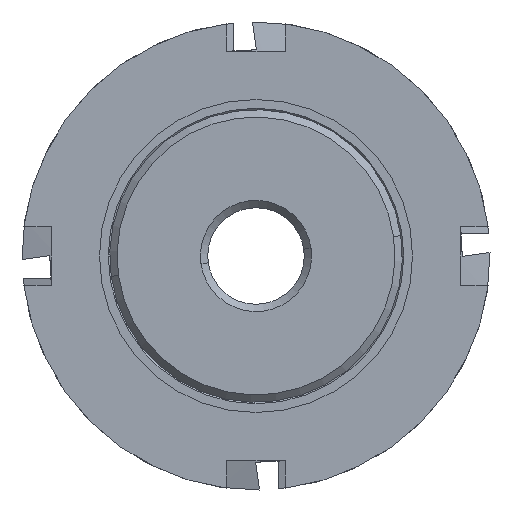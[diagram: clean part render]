
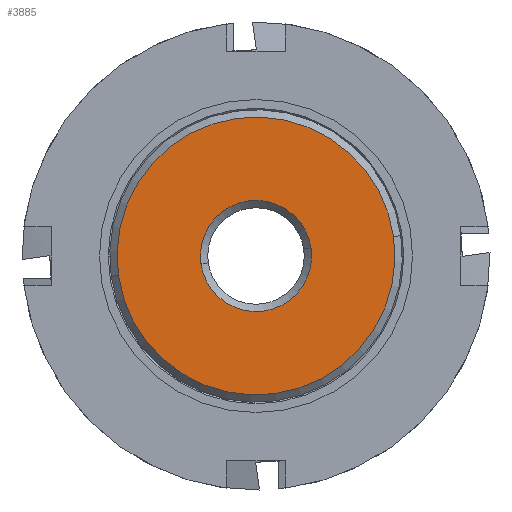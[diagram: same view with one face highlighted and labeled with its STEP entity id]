
A CAD part, front view. The second image highlights one B-rep face of the part: STEP entity #3885.
In plain terms, the highlighted planar face has unit normal (0, -1, 0).
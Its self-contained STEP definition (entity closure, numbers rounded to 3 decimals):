
#428 = CARTESIAN_POINT ( 'NONE',  ( 0., -18.566, 0. ) ) ;
#456 = DIRECTION ( 'NONE',  ( -1., 0., 0. ) ) ;
#719 = ORIENTED_EDGE ( 'NONE', *, *, #2228, .F. ) ;
#930 = VERTEX_POINT ( 'NONE', #1330 ) ;
#988 = AXIS2_PLACEMENT_3D ( 'NONE', #2298, #1083, #3208 ) ;
#1072 = DIRECTION ( 'NONE',  ( -1., 0., 0. ) ) ;
#1083 = DIRECTION ( 'NONE',  ( 0., 1., 0. ) ) ;
#1207 = VERTEX_POINT ( 'NONE', #3436 ) ;
#1259 = CIRCLE ( 'NONE', #1726, 9.5 ) ;
#1266 = EDGE_CURVE ( 'NONE', #1933, #1207, #1407, .T. ) ;
#1330 = CARTESIAN_POINT ( 'NONE',  ( 9.5, -18.566, 0. ) ) ;
#1407 = CIRCLE ( 'NONE', #2694, 3.8 ) ;
#1445 = CARTESIAN_POINT ( 'NONE',  ( 3.8, -18.566, 0. ) ) ;
#1688 = DIRECTION ( 'NONE',  ( 0., 1., 0. ) ) ;
#1726 = AXIS2_PLACEMENT_3D ( 'NONE', #3674, #3066, #1826 ) ;
#1747 = AXIS2_PLACEMENT_3D ( 'NONE', #428, #1688, #3219 ) ;
#1800 = VERTEX_POINT ( 'NONE', #2866 ) ;
#1826 = DIRECTION ( 'NONE',  ( -1., 0., 0. ) ) ;
#1899 = EDGE_LOOP ( 'NONE', ( #2063, #719 ) ) ;
#1933 = VERTEX_POINT ( 'NONE', #1445 ) ;
#1974 = CARTESIAN_POINT ( 'NONE',  ( 0., -18.566, 0. ) ) ;
#1985 = DIRECTION ( 'NONE',  ( 0., 1., 0. ) ) ;
#2013 = FACE_OUTER_BOUND ( 'NONE', #1899, .T. ) ;
#2016 = CARTESIAN_POINT ( 'NONE',  ( 0., -18.566, 0. ) ) ;
#2063 = ORIENTED_EDGE ( 'NONE', *, *, #2511, .F. ) ;
#2228 = EDGE_CURVE ( 'NONE', #930, #1800, #3681, .T. ) ;
#2264 = EDGE_CURVE ( 'NONE', #1207, #1933, #2347, .T. ) ;
#2298 = CARTESIAN_POINT ( 'NONE',  ( 3.3, -18.566, 0. ) ) ;
#2347 = CIRCLE ( 'NONE', #2947, 3.8 ) ;
#2511 = EDGE_CURVE ( 'NONE', #1800, #930, #1259, .T. ) ;
#2623 = ORIENTED_EDGE ( 'NONE', *, *, #1266, .T. ) ;
#2660 = DIRECTION ( 'NONE',  ( 0., 1., 0. ) ) ;
#2694 = AXIS2_PLACEMENT_3D ( 'NONE', #2016, #2660, #456 ) ;
#2840 = FACE_BOUND ( 'NONE', #2920, .T. ) ;
#2866 = CARTESIAN_POINT ( 'NONE',  ( -9.5, -18.566, 0. ) ) ;
#2920 = EDGE_LOOP ( 'NONE', ( #2623, #3378 ) ) ;
#2947 = AXIS2_PLACEMENT_3D ( 'NONE', #1974, #1985, #1072 ) ;
#2963 = PLANE ( 'NONE',  #988 ) ;
#3066 = DIRECTION ( 'NONE',  ( 0., 1., 0. ) ) ;
#3208 = DIRECTION ( 'NONE',  ( -1., 0., 0. ) ) ;
#3219 = DIRECTION ( 'NONE',  ( -1., 0., 0. ) ) ;
#3378 = ORIENTED_EDGE ( 'NONE', *, *, #2264, .T. ) ;
#3436 = CARTESIAN_POINT ( 'NONE',  ( -3.8, -18.566, 0. ) ) ;
#3674 = CARTESIAN_POINT ( 'NONE',  ( 0., -18.566, 0. ) ) ;
#3681 = CIRCLE ( 'NONE', #1747, 9.5 ) ;
#3885 = ADVANCED_FACE ( 'NONE', ( #2840, #2013 ), #2963, .F. ) ;
